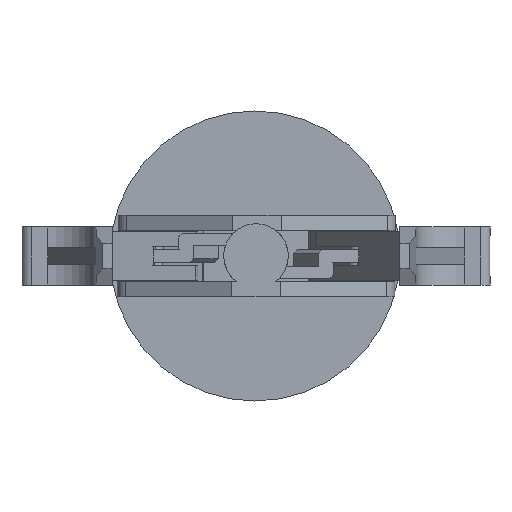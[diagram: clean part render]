
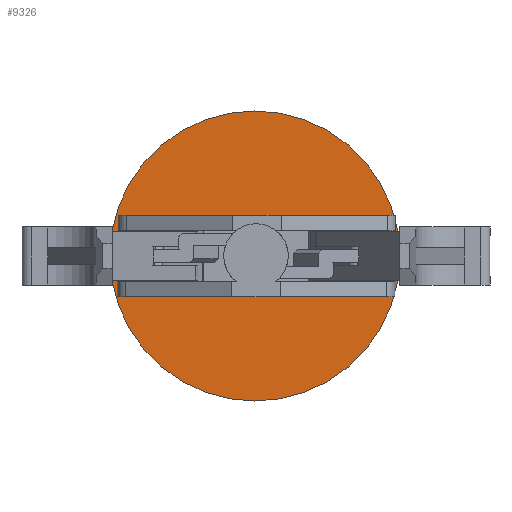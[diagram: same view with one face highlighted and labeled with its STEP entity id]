
A CAD part, front view. The second image highlights one B-rep face of the part: STEP entity #9326.
In plain terms, the highlighted planar face has unit normal (0, -1, 0).
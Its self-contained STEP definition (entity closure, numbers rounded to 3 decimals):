
#67 = AXIS2_PLACEMENT_3D ( 'NONE', #2914, #12715, #9177 ) ;
#352 = EDGE_LOOP ( 'NONE', ( #11102, #6680 ) ) ;
#2015 = DIRECTION ( 'NONE',  ( 0., 0., 1. ) ) ;
#2128 = DIRECTION ( 'NONE',  ( 0., 1., 0. ) ) ;
#2914 = CARTESIAN_POINT ( 'NONE',  ( -0.336, 68.452, 0. ) ) ;
#3327 = CIRCLE ( 'NONE', #16074, 45. ) ;
#4776 = AXIS2_PLACEMENT_3D ( 'NONE', #9449, #10486, #6968 ) ;
#6680 = ORIENTED_EDGE ( 'NONE', *, *, #12308, .F. ) ;
#6968 = DIRECTION ( 'NONE',  ( 0., 0., 1. ) ) ;
#8296 = FACE_OUTER_BOUND ( 'NONE', #352, .T. ) ;
#9177 = DIRECTION ( 'NONE',  ( 0., 0., 1. ) ) ;
#9301 = CARTESIAN_POINT ( 'NONE',  ( -0.336, 68.452, 45. ) ) ;
#9326 = ADVANCED_FACE ( 'NONE', ( #8296 ), #14124, .F. ) ;
#9443 = EDGE_CURVE ( 'NONE', #12880, #10476, #12219, .T. ) ;
#9449 = CARTESIAN_POINT ( 'NONE',  ( -0.336, 68.452, 0. ) ) ;
#10476 = VERTEX_POINT ( 'NONE', #9301 ) ;
#10486 = DIRECTION ( 'NONE',  ( 0., 1., 0. ) ) ;
#11102 = ORIENTED_EDGE ( 'NONE', *, *, #9443, .F. ) ;
#11868 = CARTESIAN_POINT ( 'NONE',  ( -0.336, 68.452, -45. ) ) ;
#12219 = CIRCLE ( 'NONE', #4776, 45. ) ;
#12308 = EDGE_CURVE ( 'NONE', #10476, #12880, #3327, .T. ) ;
#12715 = DIRECTION ( 'NONE',  ( 0., 1., 0. ) ) ;
#12880 = VERTEX_POINT ( 'NONE', #11868 ) ;
#14124 = PLANE ( 'NONE',  #67 ) ;
#15776 = CARTESIAN_POINT ( 'NONE',  ( -0.336, 68.452, 0. ) ) ;
#16074 = AXIS2_PLACEMENT_3D ( 'NONE', #15776, #2128, #2015 ) ;
